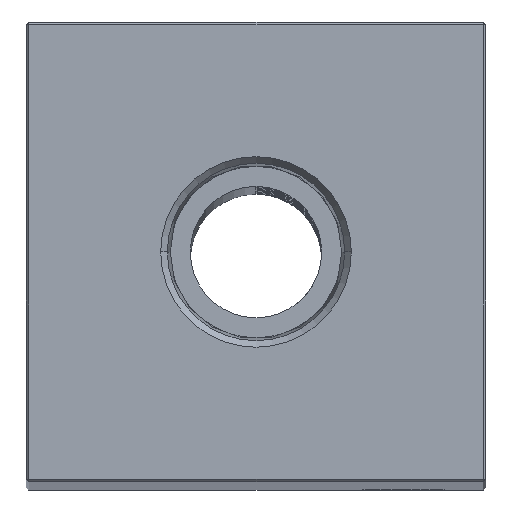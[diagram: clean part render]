
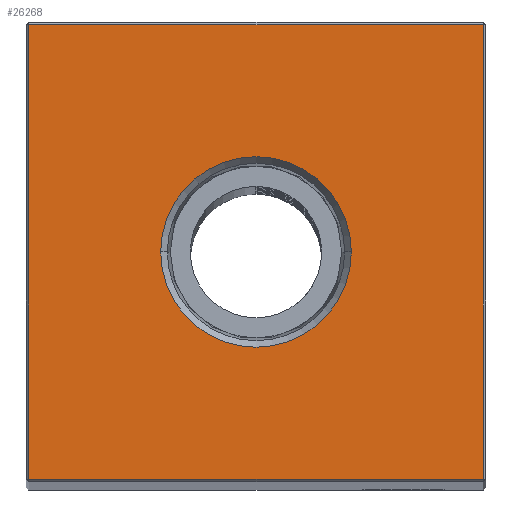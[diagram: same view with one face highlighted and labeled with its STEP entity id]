
A CAD part, top view. The second image highlights one B-rep face of the part: STEP entity #26268.
In plain terms, the highlighted planar face has unit normal (0, 0, 1).
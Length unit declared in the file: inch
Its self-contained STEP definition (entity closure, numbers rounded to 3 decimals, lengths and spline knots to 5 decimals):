
#1249 = AXIS2_PLACEMENT_3D ( 'NONE', #19424, #30434, #5848 ) ;
#3520 = EDGE_CURVE ( 'NONE', #23303, #25714, #30987, .T. ) ;
#3687 = EDGE_CURVE ( 'NONE', #6658, #4439, #28164, .T. ) ;
#3762 = EDGE_CURVE ( 'NONE', #8261, #23303, #22468, .T. ) ;
#4439 = VERTEX_POINT ( 'NONE', #34500 ) ;
#4519 = ORIENTED_EDGE ( 'NONE', *, *, #25503, .T. ) ;
#5292 = DIRECTION ( 'NONE',  ( 1., 0., 0. ) ) ;
#5496 = FACE_BOUND ( 'NONE', #34474, .T. ) ;
#5848 = DIRECTION ( 'NONE',  ( -1., 0., 0. ) ) ;
#6156 = VECTOR ( 'NONE', #17322, 39.37008 ) ;
#6390 = CARTESIAN_POINT ( 'NONE',  ( 0.865, 0., 17.75 ) ) ;
#6477 = LINE ( 'NONE', #17401, #17046 ) ;
#6658 = VERTEX_POINT ( 'NONE', #35220 ) ;
#7868 = ORIENTED_EDGE ( 'NONE', *, *, #32461, .T. ) ;
#7900 = DIRECTION ( 'NONE',  ( 0., -1., 0. ) ) ;
#8261 = VERTEX_POINT ( 'NONE', #18309 ) ;
#8853 = DIRECTION ( 'NONE',  ( 1., 0., 0. ) ) ;
#10303 = DIRECTION ( 'NONE',  ( 1., 0., 0. ) ) ;
#12656 = AXIS2_PLACEMENT_3D ( 'NONE', #18861, #29879, #5292 ) ;
#12668 = CIRCLE ( 'NONE', #32759, 0.3626 ) ;
#13194 = ORIENTED_EDGE ( 'NONE', *, *, #19439, .F. ) ;
#16384 = PLANE ( 'NONE',  #1249 ) ;
#17046 = VECTOR ( 'NONE', #28372, 39.37008 ) ;
#17322 = DIRECTION ( 'NONE',  ( 0., 1., 0. ) ) ;
#17401 = CARTESIAN_POINT ( 'NONE',  ( 0., 0.865, 17.75 ) ) ;
#18309 = CARTESIAN_POINT ( 'NONE',  ( -0.865, -0.865, 17.75 ) ) ;
#18861 = CARTESIAN_POINT ( 'NONE',  ( 0., 0., 17.75 ) ) ;
#19424 = CARTESIAN_POINT ( 'NONE',  ( 0., 0., 17.75 ) ) ;
#19439 = EDGE_CURVE ( 'NONE', #4439, #6658, #12668, .T. ) ;
#20101 = VECTOR ( 'NONE', #8853, 39.37008 ) ;
#21473 = LINE ( 'NONE', #32481, #23606 ) ;
#22468 = LINE ( 'NONE', #33451, #20101 ) ;
#22480 = CARTESIAN_POINT ( 'NONE',  ( 0.865, -0.865, 17.75 ) ) ;
#22496 = ORIENTED_EDGE ( 'NONE', *, *, #3520, .T. ) ;
#23303 = VERTEX_POINT ( 'NONE', #22480 ) ;
#23606 = VECTOR ( 'NONE', #7900, 39.37008 ) ;
#23668 = ORIENTED_EDGE ( 'NONE', *, *, #3762, .T. ) ;
#23910 = CARTESIAN_POINT ( 'NONE',  ( 0., 0., 17.75 ) ) ;
#25503 = EDGE_CURVE ( 'NONE', #25961, #8261, #21473, .T. ) ;
#25714 = VERTEX_POINT ( 'NONE', #29037 ) ;
#25961 = VERTEX_POINT ( 'NONE', #33494 ) ;
#26268 = ADVANCED_FACE ( 'NONE', ( #30081, #5496 ), #16384, .F. ) ;
#27847 = EDGE_LOOP ( 'NONE', ( #4519, #23668, #22496, #7868 ) ) ;
#28164 = CIRCLE ( 'NONE', #12656, 0.3626 ) ;
#28372 = DIRECTION ( 'NONE',  ( -1., 0., 0. ) ) ;
#29037 = CARTESIAN_POINT ( 'NONE',  ( 0.865, 0.865, 17.75 ) ) ;
#29879 = DIRECTION ( 'NONE',  ( 0., 0., 1. ) ) ;
#30081 = FACE_OUTER_BOUND ( 'NONE', #27847, .T. ) ;
#30434 = DIRECTION ( 'NONE',  ( 0., 0., -1. ) ) ;
#30987 = LINE ( 'NONE', #6390, #6156 ) ;
#31265 = ORIENTED_EDGE ( 'NONE', *, *, #3687, .F. ) ;
#32461 = EDGE_CURVE ( 'NONE', #25714, #25961, #6477, .T. ) ;
#32481 = CARTESIAN_POINT ( 'NONE',  ( -0.865, 0., 17.75 ) ) ;
#32759 = AXIS2_PLACEMENT_3D ( 'NONE', #23910, #34891, #10303 ) ;
#33451 = CARTESIAN_POINT ( 'NONE',  ( 0., -0.865, 17.75 ) ) ;
#33494 = CARTESIAN_POINT ( 'NONE',  ( -0.865, 0.865, 17.75 ) ) ;
#34474 = EDGE_LOOP ( 'NONE', ( #13194, #31265 ) ) ;
#34500 = CARTESIAN_POINT ( 'NONE',  ( 0.3626, 0., 17.75 ) ) ;
#34891 = DIRECTION ( 'NONE',  ( 0., 0., 1. ) ) ;
#35220 = CARTESIAN_POINT ( 'NONE',  ( -0.3626, 0., 17.75 ) ) ;
